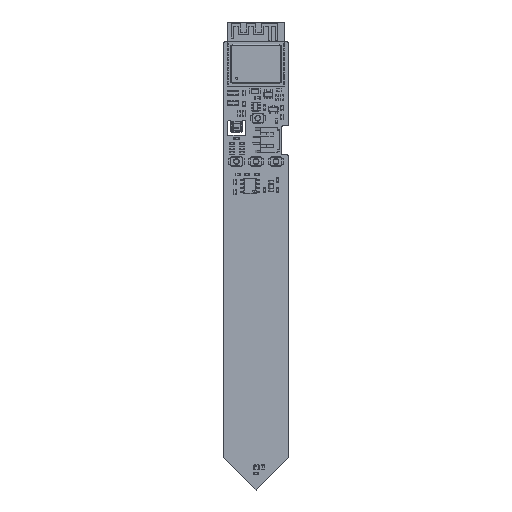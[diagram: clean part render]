
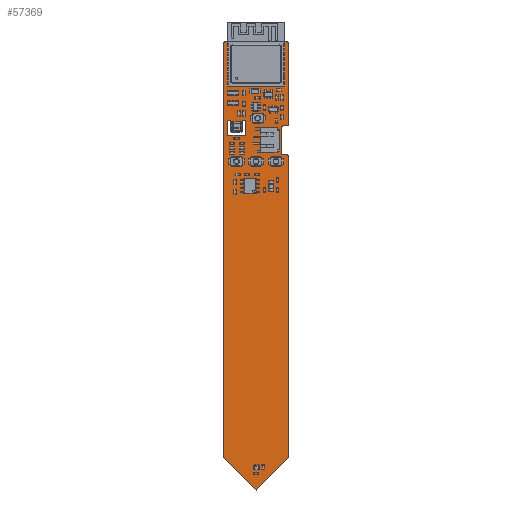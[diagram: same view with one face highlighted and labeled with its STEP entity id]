
A CAD part, top view. The second image highlights one B-rep face of the part: STEP entity #57369.
In plain terms, the highlighted planar face has unit normal (0, 0, 1).
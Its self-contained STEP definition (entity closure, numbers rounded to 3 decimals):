
#56478 = VERTEX_POINT('',#56479);
#56479 = CARTESIAN_POINT('',(75.5,-30.,1.6));
#56485 = EDGE_CURVE('',#56478,#56486,#56488,.T.);
#56486 = VERTEX_POINT('',#56487);
#56487 = CARTESIAN_POINT('',(76.,-30.5,1.6));
#56488 = CIRCLE('',#56489,0.5);
#56489 = AXIS2_PLACEMENT_3D('',#56490,#56491,#56492);
#56490 = CARTESIAN_POINT('',(75.5,-30.5,1.6));
#56491 = DIRECTION('',(0.,0.,-1.));
#56492 = DIRECTION('',(0.,1.,0.));
#56518 = EDGE_CURVE('',#56486,#56519,#56521,.T.);
#56519 = VERTEX_POINT('',#56520);
#56520 = CARTESIAN_POINT('',(76.,-56.,1.6));
#56521 = LINE('',#56522,#56523);
#56522 = CARTESIAN_POINT('',(76.,-30.5,1.6));
#56523 = VECTOR('',#56524,1.);
#56524 = DIRECTION('',(0.,-1.,0.));
#56549 = EDGE_CURVE('',#56519,#56550,#56552,.T.);
#56550 = VERTEX_POINT('',#56551);
#56551 = CARTESIAN_POINT('',(75.75,-56.25,1.6));
#56552 = CIRCLE('',#56553,0.25);
#56553 = AXIS2_PLACEMENT_3D('',#56554,#56555,#56556);
#56554 = CARTESIAN_POINT('',(75.75,-56.,1.6));
#56555 = DIRECTION('',(0.,0.,-1.));
#56556 = DIRECTION('',(1.,0.,0.));
#56582 = EDGE_CURVE('',#56550,#56583,#56585,.T.);
#56583 = VERTEX_POINT('',#56584);
#56584 = CARTESIAN_POINT('',(74.5,-56.25,1.6));
#56585 = LINE('',#56586,#56587);
#56586 = CARTESIAN_POINT('',(75.75,-56.25,1.6));
#56587 = VECTOR('',#56588,1.);
#56588 = DIRECTION('',(-1.,0.,0.));
#56613 = EDGE_CURVE('',#56583,#56614,#56616,.T.);
#56614 = VERTEX_POINT('',#56615);
#56615 = CARTESIAN_POINT('',(74.,-56.75,1.6));
#56616 = CIRCLE('',#56617,0.5);
#56617 = AXIS2_PLACEMENT_3D('',#56618,#56619,#56620);
#56618 = CARTESIAN_POINT('',(74.5,-56.75,1.6));
#56619 = DIRECTION('',(0.,0.,1.));
#56620 = DIRECTION('',(0.,1.,0.));
#56646 = EDGE_CURVE('',#56614,#56647,#56649,.T.);
#56647 = VERTEX_POINT('',#56648);
#56648 = CARTESIAN_POINT('',(74.,-64.896,1.6));
#56649 = LINE('',#56650,#56651);
#56650 = CARTESIAN_POINT('',(74.,-56.75,1.6));
#56651 = VECTOR('',#56652,1.);
#56652 = DIRECTION('',(0.,-1.,0.));
#56677 = EDGE_CURVE('',#56647,#56678,#56680,.T.);
#56678 = VERTEX_POINT('',#56679);
#56679 = CARTESIAN_POINT('',(74.5,-65.396,1.6));
#56680 = CIRCLE('',#56681,0.5);
#56681 = AXIS2_PLACEMENT_3D('',#56682,#56683,#56684);
#56682 = CARTESIAN_POINT('',(74.5,-64.896,1.6));
#56683 = DIRECTION('',(0.,0.,1.));
#56684 = DIRECTION('',(-1.,0.,0.));
#56710 = EDGE_CURVE('',#56678,#56711,#56713,.T.);
#56711 = VERTEX_POINT('',#56712);
#56712 = CARTESIAN_POINT('',(75.75,-65.398,1.6));
#56713 = LINE('',#56714,#56715);
#56714 = CARTESIAN_POINT('',(74.5,-65.396,1.6));
#56715 = VECTOR('',#56716,1.);
#56716 = DIRECTION('',(1.,-0.001,0.));
#56741 = EDGE_CURVE('',#56711,#56742,#56744,.T.);
#56742 = VERTEX_POINT('',#56743);
#56743 = CARTESIAN_POINT('',(75.997,-65.644,1.6));
#56744 = CIRCLE('',#56745,0.246);
#56745 = AXIS2_PLACEMENT_3D('',#56746,#56747,#56748);
#56746 = CARTESIAN_POINT('',(75.751,-65.644,1.6));
#56747 = DIRECTION('',(0.,0.,-1.));
#56748 = DIRECTION('',(-0.004,1.,0.));
#56774 = EDGE_CURVE('',#56742,#56775,#56777,.T.);
#56775 = VERTEX_POINT('',#56776);
#56776 = CARTESIAN_POINT('',(76.,-160.,1.6));
#56777 = LINE('',#56778,#56779);
#56778 = CARTESIAN_POINT('',(75.997,-65.644,1.6));
#56779 = VECTOR('',#56780,1.);
#56780 = DIRECTION('',(0.,-1.,0.));
#56805 = EDGE_CURVE('',#56775,#56806,#56808,.T.);
#56806 = VERTEX_POINT('',#56807);
#56807 = CARTESIAN_POINT('',(66.,-170.,1.6));
#56808 = LINE('',#56809,#56810);
#56809 = CARTESIAN_POINT('',(76.,-160.,1.6));
#56810 = VECTOR('',#56811,1.);
#56811 = DIRECTION('',(-0.707,-0.707,0.));
#56836 = EDGE_CURVE('',#56806,#56837,#56839,.T.);
#56837 = VERTEX_POINT('',#56838);
#56838 = CARTESIAN_POINT('',(56.,-160.,1.6));
#56839 = LINE('',#56840,#56841);
#56840 = CARTESIAN_POINT('',(66.,-170.,1.6));
#56841 = VECTOR('',#56842,1.);
#56842 = DIRECTION('',(-0.707,0.707,0.));
#56867 = EDGE_CURVE('',#56837,#56868,#56870,.T.);
#56868 = VERTEX_POINT('',#56869);
#56869 = CARTESIAN_POINT('',(56.,-30.5,1.6));
#56870 = LINE('',#56871,#56872);
#56871 = CARTESIAN_POINT('',(56.,-160.,1.6));
#56872 = VECTOR('',#56873,1.);
#56873 = DIRECTION('',(0.,1.,0.));
#56898 = EDGE_CURVE('',#56868,#56899,#56901,.T.);
#56899 = VERTEX_POINT('',#56900);
#56900 = CARTESIAN_POINT('',(56.5,-30.,1.6));
#56901 = CIRCLE('',#56902,0.5);
#56902 = AXIS2_PLACEMENT_3D('',#56903,#56904,#56905);
#56903 = CARTESIAN_POINT('',(56.5,-30.5,1.6));
#56904 = DIRECTION('',(0.,0.,-1.));
#56905 = DIRECTION('',(-1.,0.,0.));
#56931 = EDGE_CURVE('',#56899,#56478,#56932,.T.);
#56932 = LINE('',#56933,#56934);
#56933 = CARTESIAN_POINT('',(56.5,-30.,1.6));
#56934 = VECTOR('',#56935,1.);
#56935 = DIRECTION('',(1.,0.,0.));
#56955 = VERTEX_POINT('',#56956);
#56956 = CARTESIAN_POINT('',(62.738,-55.118,1.6));
#56962 = EDGE_CURVE('',#56955,#56963,#56965,.T.);
#56963 = VERTEX_POINT('',#56964);
#56964 = CARTESIAN_POINT('',(61.722,-55.118,1.6));
#56965 = CIRCLE('',#56966,0.508);
#56966 = AXIS2_PLACEMENT_3D('',#56967,#56968,#56969);
#56967 = CARTESIAN_POINT('',(62.23,-55.118,1.6));
#56968 = DIRECTION('',(0.,0.,1.));
#56969 = DIRECTION('',(1.,0.,-0.));
#56995 = EDGE_CURVE('',#56963,#56996,#56998,.T.);
#56996 = VERTEX_POINT('',#56997);
#56997 = CARTESIAN_POINT('',(61.722,-57.912,1.6));
#56998 = LINE('',#56999,#57000);
#56999 = CARTESIAN_POINT('',(61.722,-55.118,1.6));
#57000 = VECTOR('',#57001,1.);
#57001 = DIRECTION('',(0.,-1.,0.));
#57026 = EDGE_CURVE('',#56996,#57027,#57029,.T.);
#57027 = VERTEX_POINT('',#57028);
#57028 = CARTESIAN_POINT('',(61.341,-58.293,1.6));
#57029 = CIRCLE('',#57030,0.381);
#57030 = AXIS2_PLACEMENT_3D('',#57031,#57032,#57033);
#57031 = CARTESIAN_POINT('',(61.341,-57.912,1.6));
#57032 = DIRECTION('',(0.,0.,-1.));
#57033 = DIRECTION('',(1.,0.,0.));
#57059 = EDGE_CURVE('',#57027,#57060,#57062,.T.);
#57060 = VERTEX_POINT('',#57061);
#57061 = CARTESIAN_POINT('',(58.547,-58.293,1.6));
#57062 = LINE('',#57063,#57064);
#57063 = CARTESIAN_POINT('',(61.341,-58.293,1.6));
#57064 = VECTOR('',#57065,1.);
#57065 = DIRECTION('',(-1.,0.,0.));
#57090 = EDGE_CURVE('',#57060,#57091,#57093,.T.);
#57091 = VERTEX_POINT('',#57092);
#57092 = CARTESIAN_POINT('',(58.166,-57.912,1.6));
#57093 = CIRCLE('',#57094,0.381);
#57094 = AXIS2_PLACEMENT_3D('',#57095,#57096,#57097);
#57095 = CARTESIAN_POINT('',(58.547,-57.912,1.6));
#57096 = DIRECTION('',(0.,0.,-1.));
#57097 = DIRECTION('',(0.,-1.,0.));
#57123 = EDGE_CURVE('',#57091,#57124,#57126,.T.);
#57124 = VERTEX_POINT('',#57125);
#57125 = CARTESIAN_POINT('',(58.166,-55.118,1.6));
#57126 = LINE('',#57127,#57128);
#57127 = CARTESIAN_POINT('',(58.166,-57.912,1.6));
#57128 = VECTOR('',#57129,1.);
#57129 = DIRECTION('',(0.,1.,0.));
#57154 = EDGE_CURVE('',#57124,#57155,#57157,.T.);
#57155 = VERTEX_POINT('',#57156);
#57156 = CARTESIAN_POINT('',(57.15,-55.118,1.6));
#57157 = CIRCLE('',#57158,0.508);
#57158 = AXIS2_PLACEMENT_3D('',#57159,#57160,#57161);
#57159 = CARTESIAN_POINT('',(57.658,-55.118,1.6));
#57160 = DIRECTION('',(0.,0.,1.));
#57161 = DIRECTION('',(1.,0.,-0.));
#57187 = EDGE_CURVE('',#57155,#57188,#57190,.T.);
#57188 = VERTEX_POINT('',#57189);
#57189 = CARTESIAN_POINT('',(57.15,-58.928,1.6));
#57190 = LINE('',#57191,#57192);
#57191 = CARTESIAN_POINT('',(57.15,-55.118,1.6));
#57192 = VECTOR('',#57193,1.);
#57193 = DIRECTION('',(0.,-1.,0.));
#57218 = EDGE_CURVE('',#57188,#57219,#57221,.T.);
#57219 = VERTEX_POINT('',#57220);
#57220 = CARTESIAN_POINT('',(57.531,-59.309,1.6));
#57221 = CIRCLE('',#57222,0.381);
#57222 = AXIS2_PLACEMENT_3D('',#57223,#57224,#57225);
#57223 = CARTESIAN_POINT('',(57.531,-58.928,1.6));
#57224 = DIRECTION('',(0.,0.,1.));
#57225 = DIRECTION('',(-1.,0.,0.));
#57251 = EDGE_CURVE('',#57219,#57252,#57254,.T.);
#57252 = VERTEX_POINT('',#57253);
#57253 = CARTESIAN_POINT('',(62.357,-59.309,1.6));
#57254 = LINE('',#57255,#57256);
#57255 = CARTESIAN_POINT('',(57.531,-59.309,1.6));
#57256 = VECTOR('',#57257,1.);
#57257 = DIRECTION('',(1.,0.,0.));
#57282 = EDGE_CURVE('',#57252,#57283,#57285,.T.);
#57283 = VERTEX_POINT('',#57284);
#57284 = CARTESIAN_POINT('',(62.738,-58.928,1.6));
#57285 = CIRCLE('',#57286,0.381);
#57286 = AXIS2_PLACEMENT_3D('',#57287,#57288,#57289);
#57287 = CARTESIAN_POINT('',(62.357,-58.928,1.6));
#57288 = DIRECTION('',(0.,0.,1.));
#57289 = DIRECTION('',(0.,-1.,0.));
#57315 = EDGE_CURVE('',#57283,#56955,#57316,.T.);
#57316 = LINE('',#57317,#57318);
#57317 = CARTESIAN_POINT('',(62.738,-58.928,1.6));
#57318 = VECTOR('',#57319,1.);
#57319 = DIRECTION('',(0.,1.,0.));
#57369 = ADVANCED_FACE('',(#57370,#57387),#57401,.T.);
#57370 = FACE_BOUND('',#57371,.F.);
#57371 = EDGE_LOOP('',(#57372,#57373,#57374,#57375,#57376,#57377,#57378,
    #57379,#57380,#57381,#57382,#57383,#57384,#57385,#57386));
#57372 = ORIENTED_EDGE('',*,*,#56485,.T.);
#57373 = ORIENTED_EDGE('',*,*,#56518,.T.);
#57374 = ORIENTED_EDGE('',*,*,#56549,.T.);
#57375 = ORIENTED_EDGE('',*,*,#56582,.T.);
#57376 = ORIENTED_EDGE('',*,*,#56613,.T.);
#57377 = ORIENTED_EDGE('',*,*,#56646,.T.);
#57378 = ORIENTED_EDGE('',*,*,#56677,.T.);
#57379 = ORIENTED_EDGE('',*,*,#56710,.T.);
#57380 = ORIENTED_EDGE('',*,*,#56741,.T.);
#57381 = ORIENTED_EDGE('',*,*,#56774,.T.);
#57382 = ORIENTED_EDGE('',*,*,#56805,.T.);
#57383 = ORIENTED_EDGE('',*,*,#56836,.T.);
#57384 = ORIENTED_EDGE('',*,*,#56867,.T.);
#57385 = ORIENTED_EDGE('',*,*,#56898,.T.);
#57386 = ORIENTED_EDGE('',*,*,#56931,.T.);
#57387 = FACE_BOUND('',#57388,.F.);
#57388 = EDGE_LOOP('',(#57389,#57390,#57391,#57392,#57393,#57394,#57395,
    #57396,#57397,#57398,#57399,#57400));
#57389 = ORIENTED_EDGE('',*,*,#56962,.T.);
#57390 = ORIENTED_EDGE('',*,*,#56995,.T.);
#57391 = ORIENTED_EDGE('',*,*,#57026,.T.);
#57392 = ORIENTED_EDGE('',*,*,#57059,.T.);
#57393 = ORIENTED_EDGE('',*,*,#57090,.T.);
#57394 = ORIENTED_EDGE('',*,*,#57123,.T.);
#57395 = ORIENTED_EDGE('',*,*,#57154,.T.);
#57396 = ORIENTED_EDGE('',*,*,#57187,.T.);
#57397 = ORIENTED_EDGE('',*,*,#57218,.T.);
#57398 = ORIENTED_EDGE('',*,*,#57251,.T.);
#57399 = ORIENTED_EDGE('',*,*,#57282,.T.);
#57400 = ORIENTED_EDGE('',*,*,#57315,.T.);
#57401 = PLANE('',#57402);
#57402 = AXIS2_PLACEMENT_3D('',#57403,#57404,#57405);
#57403 = CARTESIAN_POINT('',(0.,0.,1.6));
#57404 = DIRECTION('',(0.,0.,1.));
#57405 = DIRECTION('',(1.,0.,-0.));
